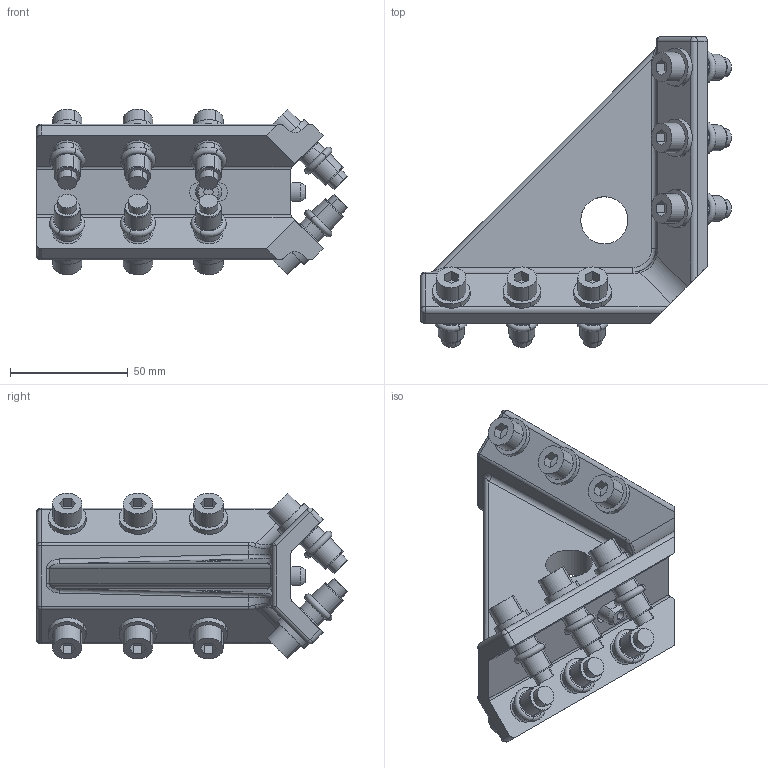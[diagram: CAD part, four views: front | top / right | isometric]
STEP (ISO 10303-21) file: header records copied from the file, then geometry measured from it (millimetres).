
FILE_DESCRIPTION(('CATIA V5 STEP Exchange'),'2;1');
FILE_NAME('AEGT085.stp','2017-07-06T00:00:18+00:00',('none'),('none'),'CATIA Version 5 Release 21 GA (IN-10)','CATIA V5 STEP AP203','none');
FILE_SCHEMA(('CONFIG_CONTROL_DESIGN'));
Length unit declared in the file: millimetre
Products named in the file (1): AEGT085
Bounding box: 131.94 x 131.94 x 70.35 mm (x, y, z)
Volume: 196012 mm3; surface area: 66279.2 mm2
Topology: 1 solids, 13 shells, 603 faces, 1327 edges, 818 vertices
Faces by surface type: cylinder 244, plane 239, cone 76, torus 24, bspline 12, sphere 8
Entity records: 16147 total; most frequent: CARTESIAN_POINT 3841, ORIENTED_EDGE 2638, DIRECTION 2057, EDGE_CURVE 1319, AXIS2_PLACEMENT_3D 1004, VERTEX_POINT 818, EDGE_LOOP 705, VECTOR 659
